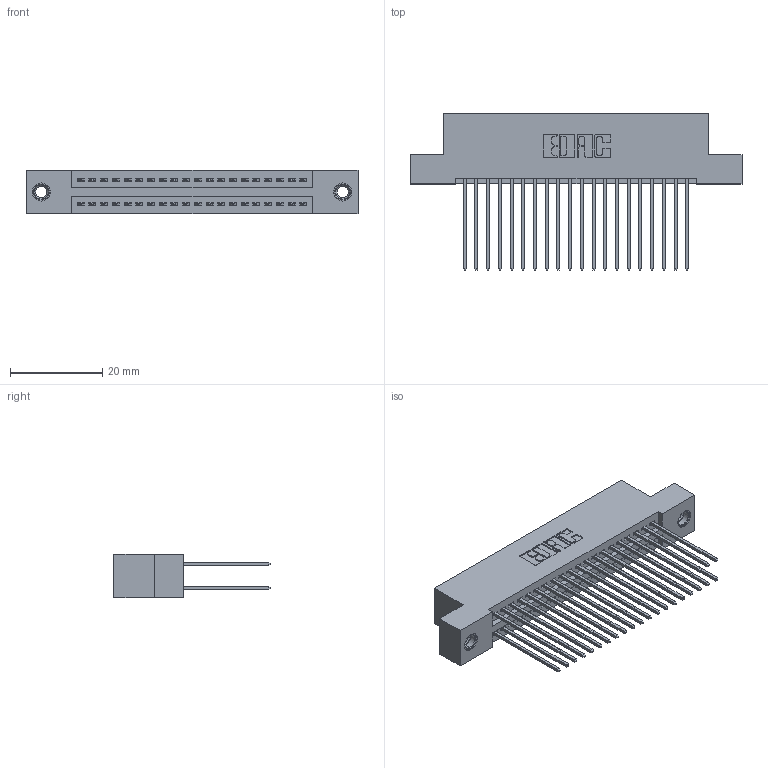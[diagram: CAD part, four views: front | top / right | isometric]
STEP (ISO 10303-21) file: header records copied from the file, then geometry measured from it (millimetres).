
FILE_DESCRIPTION (( 'STEP AP203' ), '1' );
FILE_NAME ('395-040-541-207.STEP', '2019-10-18T05:25:14', ( '' ), ( '' ), 'SwSTEP 2.0', 'SolidWorks 2016', '' );
FILE_SCHEMA (( 'CONFIG_CONTROL_DESIGN' ));
Length unit declared in the file: inch
Products named in the file (4): 345 Part_Flush Mounting Lugs - 0.156 Dia-TI; 345-292-001_345-293-141; 345-250-001_345-250-005-103; 395-040-541-207
Assembly tree (43 placements, depth 2):
  395-040-541-207
    345 Part_Flush Mounting Lugs - 0.156 Dia-TI
    345-292-001_345-293-141  x40
    345-250-001_345-250-005-103  x2
Bounding box: 72.01 x 33.96 x 9.4 mm (x, y, z)
Volume: 7006.8 mm3; surface area: 11037.8 mm2
Topology: 43 solids, 43 shells, 2186 faces, 6437 edges, 4230 vertices
Faces by surface type: plane 1432, cylinder 738, cone 12, torus 4
Entity records: 19858 total; most frequent: CARTESIAN_POINT 3331, ORIENTED_EDGE 3258, DIRECTION 2991, EDGE_CURVE 1629, LINE 1397, VECTOR 1397, VERTEX_POINT 1080, AXIS2_PLACEMENT_3D 797
